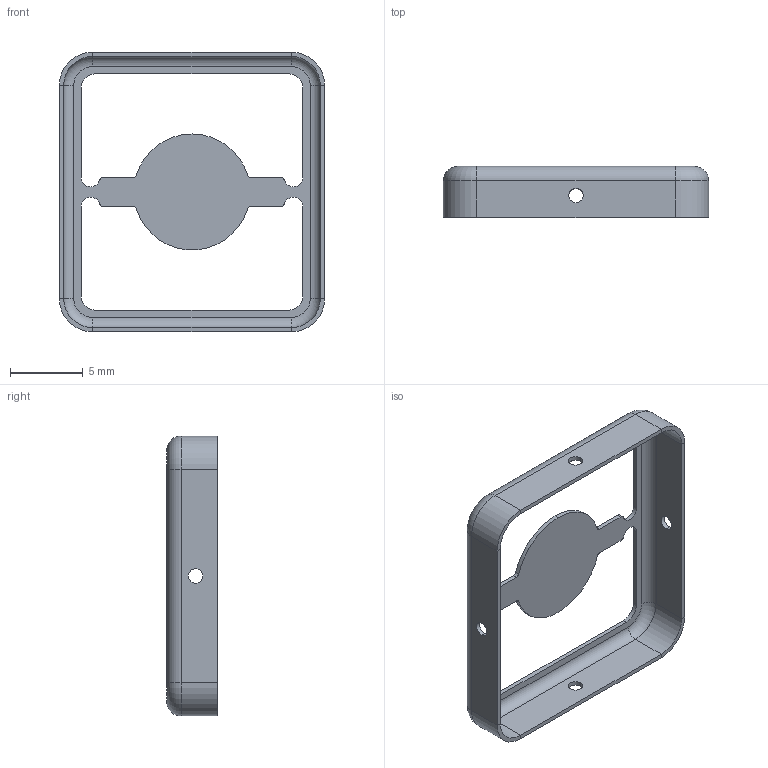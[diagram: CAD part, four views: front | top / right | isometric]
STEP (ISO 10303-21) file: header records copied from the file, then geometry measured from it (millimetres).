
FILE_DESCRIPTION (( 'STEP AP203' ), '1' );
FILE_NAME ('MS193-20F.step', '2020-10-13T10:13:30', ( '' ), ( '' ), 'SwSTEP 2.0', 'SolidWorks 2018', '' );
FILE_SCHEMA (( 'CONFIG_CONTROL_DESIGN' ));
Length unit declared in the file: millimetre
Products named in the file (1): MS193-20F
Bounding box: 18.3 x 3.5 x 19.3 mm (x, y, z)
Volume: 107.5 mm3; surface area: 770.6 mm2
Topology: 1 solids, 1 shells, 81 faces, 205 edges, 126 vertices
Faces by surface type: cylinder 45, plane 28, torus 8
Entity records: 2542 total; most frequent: DIRECTION 467, CARTESIAN_POINT 413, ORIENTED_EDGE 410, EDGE_CURVE 205, AXIS2_PLACEMENT_3D 180, VERTEX_POINT 126, VECTOR 107, LINE 107
